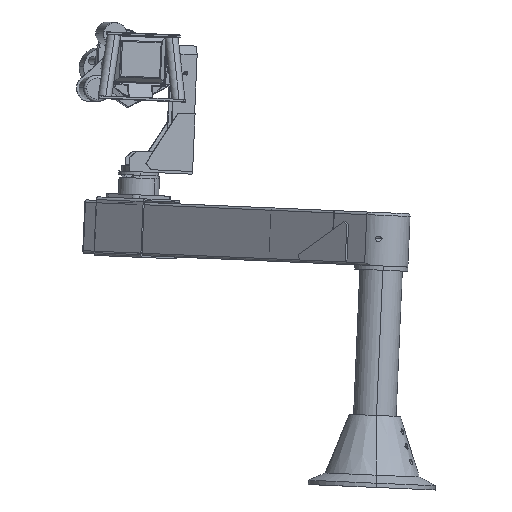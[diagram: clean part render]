
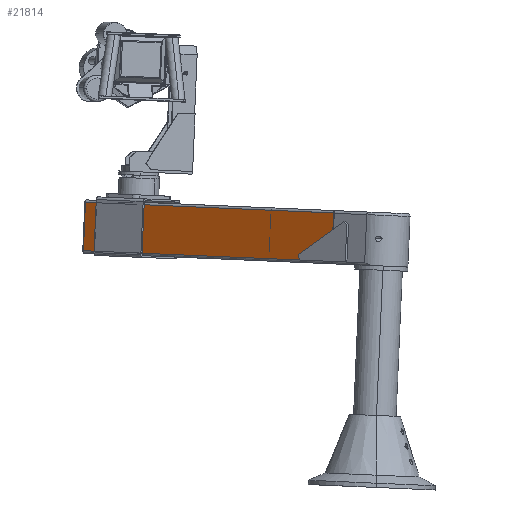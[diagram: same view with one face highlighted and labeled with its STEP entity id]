
A CAD part, left-side view. The second image highlights one B-rep face of the part: STEP entity #21814.
In plain terms, the highlighted planar face has unit normal (-0.779, 0.626, 0.027).
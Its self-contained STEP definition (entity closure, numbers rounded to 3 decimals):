
#21474=CARTESIAN_POINT('Vertex',(1273.665,2392.693,1495.556)) ;
#21477=CARTESIAN_POINT('Line Origine',(1273.665,2390.733,1541.013)) ;
#21481=CARTESIAN_POINT('Vertex',(1273.665,2388.773,1586.471)) ;
#21619=CARTESIAN_POINT('Vertex',(897.656,1921.642,1566.328)) ;
#21622=CARTESIAN_POINT('Line Origine',(897.656,1923.602,1520.871)) ;
#21626=CARTESIAN_POINT('Vertex',(897.656,1925.562,1475.413)) ;
#21786=CARTESIAN_POINT('Line Origine',(1082.288,2154.938,1485.304)) ;
#21798=CARTESIAN_POINT('Axis2P3D Location',(897.656,1925.756,1470.917)) ;
#21803=CARTESIAN_POINT('Line Origine',(1085.66,2155.207,1576.4)) ;
#21478=DIRECTION('Vector Direction',(0.,-0.043,0.999)) ;
#21623=DIRECTION('Vector Direction',(0.,-0.043,0.999)) ;
#21787=DIRECTION('Vector Direction',(0.627,0.779,0.034)) ;
#21799=DIRECTION('Axis2P3D Direction',(0.779,-0.626,-0.027)) ;
#21800=DIRECTION('Axis2P3D XDirection',(0.627,0.779,0.034)) ;
#21804=DIRECTION('Vector Direction',(0.627,0.779,0.034)) ;
#21801=AXIS2_PLACEMENT_3D('Plane Axis2P3D',#21798,#21799,#21800) ;
#21809=ORIENTED_EDGE('',*,*,#21790,.T.) ;
#21810=ORIENTED_EDGE('',*,*,#21628,.T.) ;
#21811=ORIENTED_EDGE('',*,*,#21807,.F.) ;
#21812=ORIENTED_EDGE('',*,*,#21483,.F.) ;
#21479=VECTOR('Line Direction',#21478,1.) ;
#21624=VECTOR('Line Direction',#21623,1.) ;
#21788=VECTOR('Line Direction',#21787,1.) ;
#21805=VECTOR('Line Direction',#21804,1.) ;
#21814=ADVANCED_FACE('PartBody',(#21813),#21802,.F.) ;
#21483=EDGE_CURVE('',#21475,#21482,#21480,.T.) ;
#21628=EDGE_CURVE('',#21627,#21620,#21625,.T.) ;
#21790=EDGE_CURVE('',#21475,#21627,#21789,.F.) ;
#21807=EDGE_CURVE('',#21482,#21620,#21806,.F.) ;
#21808=EDGE_LOOP('',(#21809,#21810,#21811,#21812)) ;
#21813=FACE_OUTER_BOUND('',#21808,.T.) ;
#21480=LINE('Line',#21477,#21479) ;
#21625=LINE('Line',#21622,#21624) ;
#21789=LINE('Line',#21786,#21788) ;
#21806=LINE('Line',#21803,#21805) ;
#21802=PLANE('',#21801) ;
#21475=VERTEX_POINT('',#21474) ;
#21482=VERTEX_POINT('',#21481) ;
#21620=VERTEX_POINT('',#21619) ;
#21627=VERTEX_POINT('',#21626) ;
